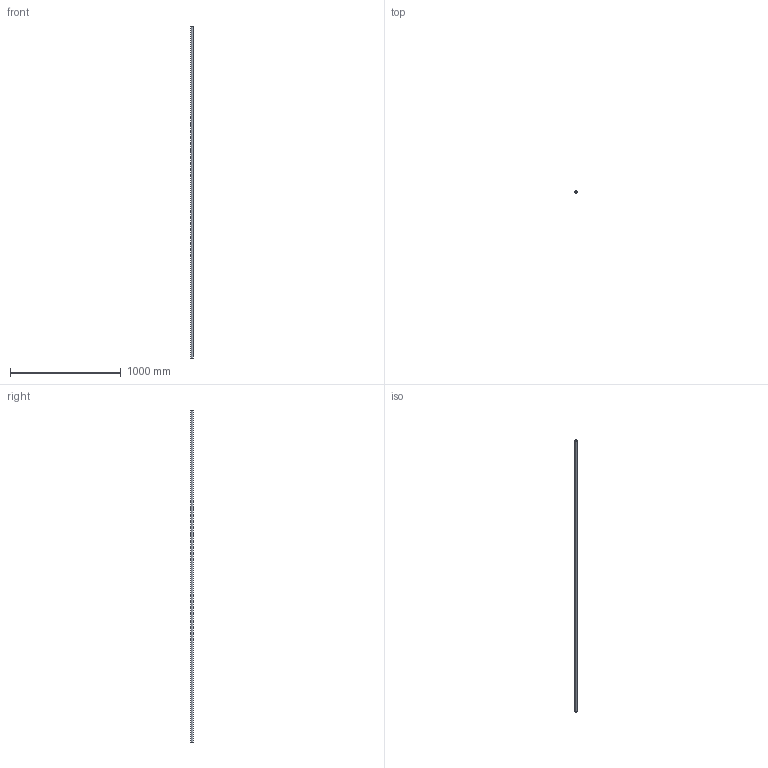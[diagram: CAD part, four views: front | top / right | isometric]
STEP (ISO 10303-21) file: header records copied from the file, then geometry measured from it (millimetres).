
FILE_DESCRIPTION (( 'STEP AP203' ), '1' );
FILE_NAME ('57400-240.step', '2024-04-29T09:33:09', ( '' ), ( '' ), 'SwSTEP 2.0', 'SolidWorks 2018', '' );
FILE_SCHEMA (( 'CONFIG_CONTROL_DESIGN' ));
Length unit declared in the file: millimetre
Products named in the file (1): 57400-240
Bounding box: 20 x 20 x 3000 mm (x, y, z)
Volume: 942477.5 mm3; surface area: 189130.9 mm2
Topology: 1 solids, 1 shells, 270 faces, 728 edges, 478 vertices
Faces by surface type: bspline 121, plane 116, cylinder 33
Full cylindrical faces by diameter (mm): 20 x1
Entity records: 14867 total; most frequent: CARTESIAN_POINT 9194, ORIENTED_EDGE 1414, DIRECTION 720, EDGE_CURVE 707, VERTEX_POINT 472, B_SPLINE_CURVE_WITH_KNOTS 389, EDGE_LOOP 291, FACE_OUTER_BOUND 265
